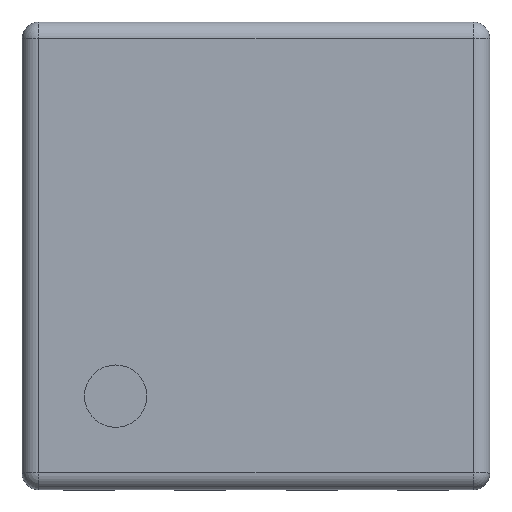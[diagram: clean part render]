
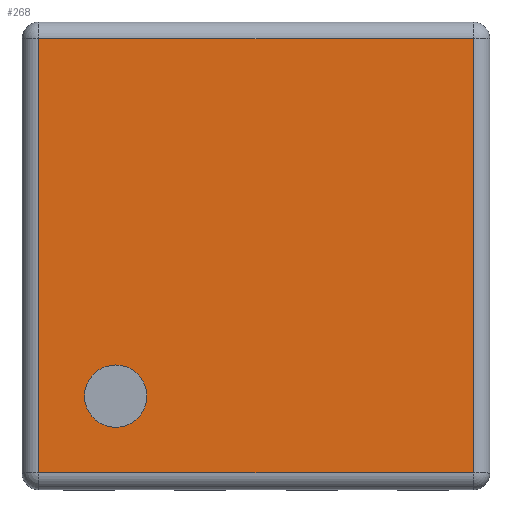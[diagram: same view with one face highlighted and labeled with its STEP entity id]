
A CAD part, top view. The second image highlights one B-rep face of the part: STEP entity #268.
In plain terms, the highlighted planar face has unit normal (0, 0, 1).
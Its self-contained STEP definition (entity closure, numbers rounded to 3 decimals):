
#268=ADVANCED_FACE('',(#1151,#1153),#1155,.T.);
#1151=FACE_BOUND('',#1152,.T.);
#1152=EDGE_LOOP('',(#1830,#1831,#1832,#1833));
#1153=FACE_BOUND('',#1154,.T.);
#1154=EDGE_LOOP('',(#1834));
#1155=PLANE('',#1156);
#1156=AXIS2_PLACEMENT_3D('',#1157,#1158,#1159);
#1157=CARTESIAN_POINT('',(0.,0.,0.8));
#1158=DIRECTION('',(0.,0.,1.));
#1159=DIRECTION('',(1.,0.,0.));
#1830=ORIENTED_EDGE('',*,*,#2308,.T.);
#1831=ORIENTED_EDGE('',*,*,#2309,.T.);
#1832=ORIENTED_EDGE('',*,*,#2310,.T.);
#1833=ORIENTED_EDGE('',*,*,#2311,.T.);
#1834=ORIENTED_EDGE('',*,*,#2307,.F.);
#2307=EDGE_CURVE('',#2562,#2562,#2563,.T.);
#2308=EDGE_CURVE('',#2564,#2565,#2566,.T.);
#2309=EDGE_CURVE('',#2565,#2567,#2568,.T.);
#2310=EDGE_CURVE('',#2567,#2569,#2570,.T.);
#2311=EDGE_CURVE('',#2569,#2564,#2571,.T.);
#2562=VERTEX_POINT('',#3022);
#2563=CIRCLE('',#3023,0.14);
#2564=VERTEX_POINT('',#3027);
#2565=VERTEX_POINT('',#3028);
#2566=LINE('',#3029,#3030);
#2567=VERTEX_POINT('',#3032);
#2568=LINE('',#3033,#3034);
#2569=VERTEX_POINT('',#3036);
#2570=LINE('',#3037,#3038);
#2571=LINE('',#3040,#3041);
#3022=CARTESIAN_POINT('',(-0.49,-0.63,0.8));
#3023=AXIS2_PLACEMENT_3D('',#3024,#3025,#3026);
#3024=CARTESIAN_POINT('',(-0.63,-0.63,0.8));
#3025=DIRECTION('',(0.,0.,1.));
#3026=DIRECTION('',(1.,0.,0.));
#3027=CARTESIAN_POINT('',(-0.975,0.975,0.8));
#3028=CARTESIAN_POINT('',(-0.975,-0.975,0.8));
#3029=CARTESIAN_POINT('',(-0.975,0.975,0.8));
#3030=VECTOR('',#3031,1.);
#3031=DIRECTION('',(0.,-1.,0.));
#3032=CARTESIAN_POINT('',(0.975,-0.975,0.8));
#3033=CARTESIAN_POINT('',(-0.975,-0.975,0.8));
#3034=VECTOR('',#3035,1.);
#3035=DIRECTION('',(1.,0.,0.));
#3036=CARTESIAN_POINT('',(0.975,0.975,0.8));
#3037=CARTESIAN_POINT('',(0.975,-0.975,0.8));
#3038=VECTOR('',#3039,1.);
#3039=DIRECTION('',(0.,1.,0.));
#3040=CARTESIAN_POINT('',(0.975,0.975,0.8));
#3041=VECTOR('',#3042,1.);
#3042=DIRECTION('',(-1.,0.,0.));
